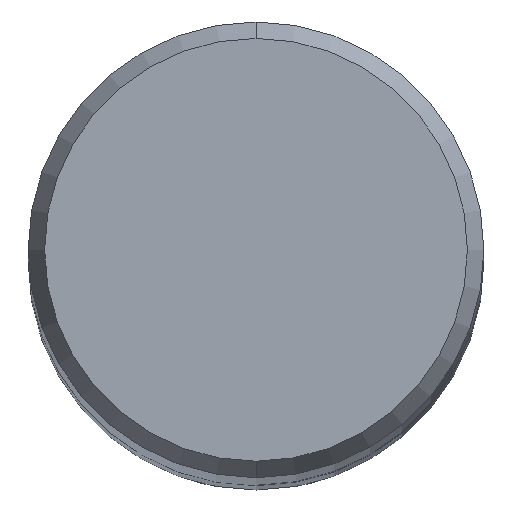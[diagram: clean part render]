
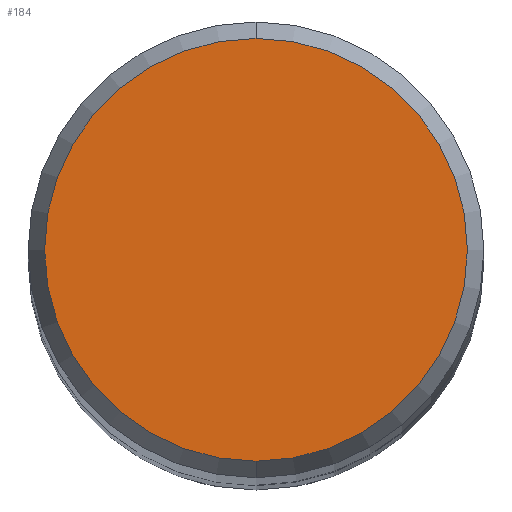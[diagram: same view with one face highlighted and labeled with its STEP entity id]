
A CAD part, top view. The second image highlights one B-rep face of the part: STEP entity #184.
In plain terms, the highlighted planar face has unit normal (0, 0, 1).
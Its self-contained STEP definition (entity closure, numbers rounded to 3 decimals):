
#102=EDGE_CURVE('',#186,#110,#227,.T.);
#110=VERTEX_POINT('',#235);
#112=EDGE_CURVE('',#110,#186,#237,.T.);
#184=ADVANCED_FACE('',(#322),#323,.T.);
#186=VERTEX_POINT('',#325);
#227=CIRCLE('',#366,2.946);
#235=CARTESIAN_POINT('',(0.0,2.946,0.01));
#237=CIRCLE('',#380,2.946);
#322=FACE_OUTER_BOUND('',#482,.T.);
#323=PLANE('',#483);
#325=CARTESIAN_POINT('',(0.,-2.946,0.01));
#366=AXIS2_PLACEMENT_3D('',#505,#506,#507);
#380=AXIS2_PLACEMENT_3D('',#512,#513,#514);
#482=EDGE_LOOP('',(#634,#635));
#483=AXIS2_PLACEMENT_3D('',#636,#637,#638);
#505=CARTESIAN_POINT('',(0.0,0.0,0.01));
#506=DIRECTION('',(0.0,0.0,-1.0));
#507=DIRECTION('',(0.0,1.0,0.0));
#512=CARTESIAN_POINT('',(0.0,0.0,0.01));
#513=DIRECTION('',(0.0,0.0,-1.0));
#514=DIRECTION('',(0.0,1.0,0.0));
#634=ORIENTED_EDGE('',*,*,#112,.F.);
#635=ORIENTED_EDGE('',*,*,#102,.F.);
#636=CARTESIAN_POINT('',(0.0,1.473,0.01));
#637=DIRECTION('',(-0.0,0.0,1.0));
#638=DIRECTION('',(0.0,-1.0,0.0));
